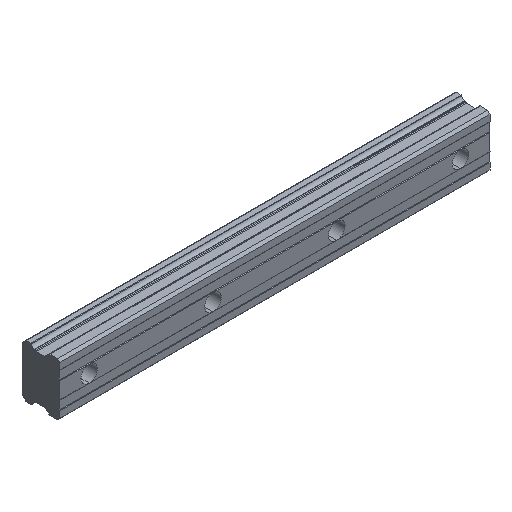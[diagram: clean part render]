
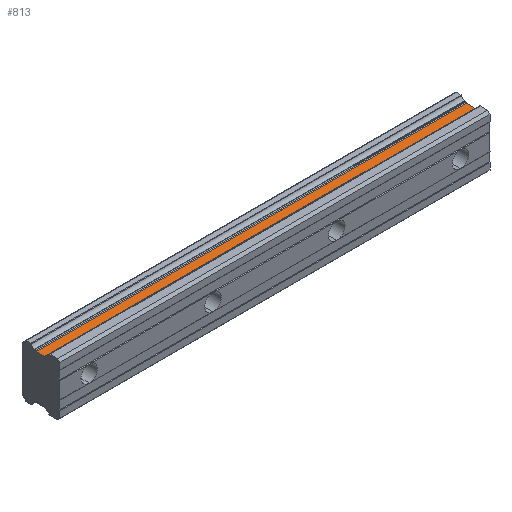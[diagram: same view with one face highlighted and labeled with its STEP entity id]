
A CAD part, isometric view. The second image highlights one B-rep face of the part: STEP entity #813.
In plain terms, the highlighted planar face has unit normal (0, 0, 1).
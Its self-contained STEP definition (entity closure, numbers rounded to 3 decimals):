
#40 = EDGE_CURVE ( 'NONE', #985, #600, #961, .T. ) ;
#53 = CARTESIAN_POINT ( 'NONE',  ( 340., 19.939, 18.75 ) ) ;
#72 = DIRECTION ( 'NONE',  ( 0., -1., 0. ) ) ;
#116 = ORIENTED_EDGE ( 'NONE', *, *, #681, .F. ) ;
#392 = CARTESIAN_POINT ( 'NONE',  ( 340., 12.664, 18.75 ) ) ;
#425 = LINE ( 'NONE', #2106, #548 ) ;
#490 = VECTOR ( 'NONE', #72, 1000. ) ;
#548 = VECTOR ( 'NONE', #620, 1000. ) ;
#584 = CARTESIAN_POINT ( 'NONE',  ( 340., 19.939, 18.75 ) ) ;
#600 = VERTEX_POINT ( 'NONE', #868 ) ;
#609 = LINE ( 'NONE', #1108, #997 ) ;
#620 = DIRECTION ( 'NONE',  ( 1., 0., 0. ) ) ;
#668 = EDGE_CURVE ( 'NONE', #1915, #1864, #609, .T. ) ;
#681 = EDGE_CURVE ( 'NONE', #985, #1915, #425, .T. ) ;
#757 = PLANE ( 'NONE',  #1282 ) ;
#786 = ORIENTED_EDGE ( 'NONE', *, *, #668, .F. ) ;
#813 = ADVANCED_FACE ( 'NONE', ( #1126 ), #757, .F. ) ;
#868 = CARTESIAN_POINT ( 'NONE',  ( -25., 12.664, 18.75 ) ) ;
#961 = LINE ( 'NONE', #1814, #490 ) ;
#985 = VERTEX_POINT ( 'NONE', #1909 ) ;
#997 = VECTOR ( 'NONE', #1096, 1000. ) ;
#1023 = ORIENTED_EDGE ( 'NONE', *, *, #40, .T. ) ;
#1096 = DIRECTION ( 'NONE',  ( 0., -1., 0. ) ) ;
#1108 = CARTESIAN_POINT ( 'NONE',  ( 340., 24.422, 18.75 ) ) ;
#1126 = FACE_OUTER_BOUND ( 'NONE', #1350, .T. ) ;
#1149 = ORIENTED_EDGE ( 'NONE', *, *, #1872, .F. ) ;
#1152 = DIRECTION ( 'NONE',  ( 0., 0., -1. ) ) ;
#1197 = VECTOR ( 'NONE', #1429, 1000. ) ;
#1282 = AXIS2_PLACEMENT_3D ( 'NONE', #584, #1152, #1455 ) ;
#1350 = EDGE_LOOP ( 'NONE', ( #1149, #786, #116, #1023 ) ) ;
#1429 = DIRECTION ( 'NONE',  ( -1., 0., 0. ) ) ;
#1455 = DIRECTION ( 'NONE',  ( 0., 1., 0. ) ) ;
#1607 = CARTESIAN_POINT ( 'NONE',  ( 340., 12.664, 18.75 ) ) ;
#1785 = LINE ( 'NONE', #1607, #1197 ) ;
#1814 = CARTESIAN_POINT ( 'NONE',  ( -25., 24.422, 18.75 ) ) ;
#1864 = VERTEX_POINT ( 'NONE', #392 ) ;
#1872 = EDGE_CURVE ( 'NONE', #1864, #600, #1785, .T. ) ;
#1909 = CARTESIAN_POINT ( 'NONE',  ( -25., 19.939, 18.75 ) ) ;
#1915 = VERTEX_POINT ( 'NONE', #53 ) ;
#2106 = CARTESIAN_POINT ( 'NONE',  ( 340., 19.939, 18.75 ) ) ;
